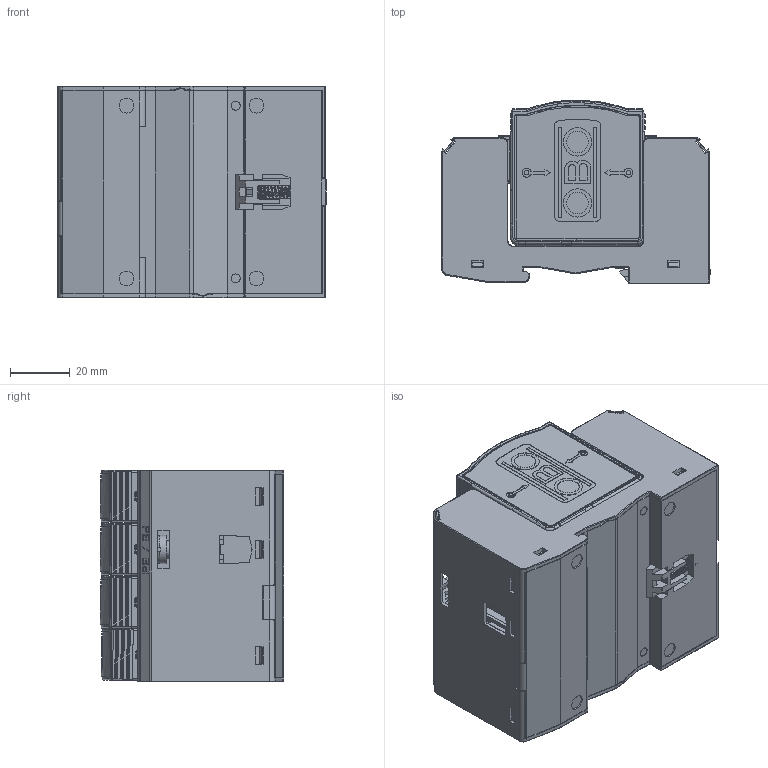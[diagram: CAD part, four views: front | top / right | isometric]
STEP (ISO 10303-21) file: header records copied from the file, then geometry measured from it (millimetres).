
FILE_DESCRIPTION(('CoCreate Modeling STEP Export'),'2;1');
FILE_NAME('5093631.stp','2017-03-31T 7:52:44',(''),(''),'CoCreate Modeling STEP processor for AP214 (Solid Model)','CoCreate Modeling 16.00B 02-Dec-2008 (C) Parametric Technology GmbH','');
FILE_SCHEMA(('AUTOMOTIVE_DESIGN { 1 0 10303 214 1 1 1 1 }'));
Length unit declared in the file: millimetre
Products named in the file (12): V20.1; V20.1.1; T5; T4; Rasthaken; Skin_Group1; Sockel-Oberteil; Sockel-Unterteil; gehaeuse; Schraube4-1.1.1.1; 5093631.stp
Assembly tree (17 placements, depth 4):
  5093631.stp
    Schraube4-1.1.1.1  x5
    gehaeuse
      Sockel-Unterteil
      Sockel-Oberteil
      Rasthaken
        Skin_Group1
        Rasthaken
    T4
    T5
    V20.1.1
    V20.1  x3
Bounding box: 90.1 x 61.7 x 71.21 mm (x, y, z)
Volume: 86877.2 mm3; surface area: 155587.7 mm2
Topology: 15 solids, 15 shells, 6002 faces, 16909 edges, 10949 vertices
Faces by surface type: plane 4097, cylinder 1403, torus 140, cone 105, bspline 97, extrusion 76, sphere 64, revolution 20
Entity records: 185669 total; most frequent: CARTESIAN_POINT 56151, ORIENTED_EDGE 26784, DIRECTION 22213, EDGE_CURVE 13379, VECTOR 10354, LINE 10319, VERTEX_POINT 8757, AXIS2_PLACEMENT_3D 5929
